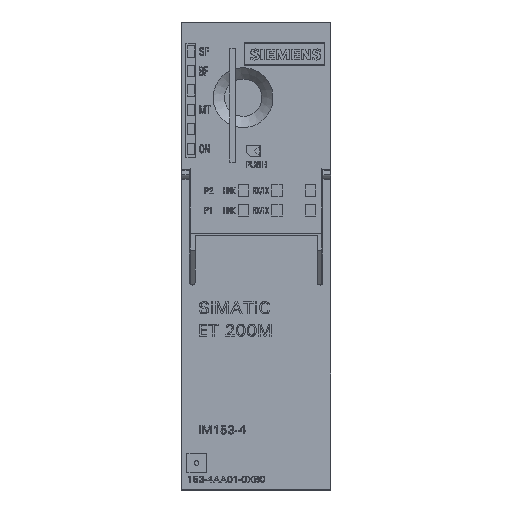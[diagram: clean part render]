
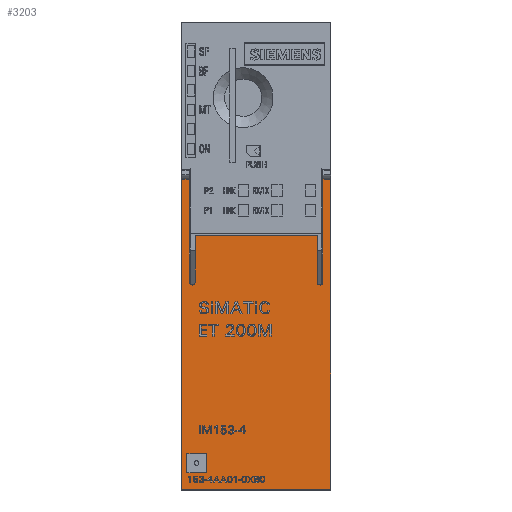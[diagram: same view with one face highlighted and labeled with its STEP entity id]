
A CAD part, top view. The second image highlights one B-rep face of the part: STEP entity #3203.
In plain terms, the highlighted face is planar.
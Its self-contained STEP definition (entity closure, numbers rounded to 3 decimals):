
#304=FACE_BOUND('',#8246,.T.);
#305=FACE_BOUND('',#8247,.T.);
#1169=CIRCLE('',#34351,0.75);
#1170=CIRCLE('',#34352,0.75);
#3203=ADVANCED_FACE('',(#304,#305),#4896,.T.);
#4896=PLANE('',#34353);
#8246=EDGE_LOOP('',(#12382,#12383,#12384,#12385));
#8247=EDGE_LOOP('',(#12386,#12387,#12388,#12389,#12390,#12391,#12392,#12393,
#12394,#12395,#12396,#12397));
#12382=ORIENTED_EDGE('',*,*,#22710,.T.);
#12383=ORIENTED_EDGE('',*,*,#22711,.T.);
#12384=ORIENTED_EDGE('',*,*,#22712,.T.);
#12385=ORIENTED_EDGE('',*,*,#22713,.T.);
#12386=ORIENTED_EDGE('',*,*,#22714,.T.);
#12387=ORIENTED_EDGE('',*,*,#22715,.T.);
#12388=ORIENTED_EDGE('',*,*,#22716,.T.);
#12389=ORIENTED_EDGE('',*,*,#22717,.F.);
#12390=ORIENTED_EDGE('',*,*,#22718,.F.);
#12391=ORIENTED_EDGE('',*,*,#22719,.T.);
#12392=ORIENTED_EDGE('',*,*,#22720,.T.);
#12393=ORIENTED_EDGE('',*,*,#22721,.F.);
#12394=ORIENTED_EDGE('',*,*,#22722,.T.);
#12395=ORIENTED_EDGE('',*,*,#22723,.T.);
#12396=ORIENTED_EDGE('',*,*,#22724,.T.);
#12397=ORIENTED_EDGE('',*,*,#22725,.T.);
#19300=VERTEX_POINT('',#46749);
#19301=VERTEX_POINT('',#46750);
#19302=VERTEX_POINT('',#46752);
#19303=VERTEX_POINT('',#46754);
#19304=VERTEX_POINT('',#46757);
#19305=VERTEX_POINT('',#46758);
#19306=VERTEX_POINT('',#46760);
#19307=VERTEX_POINT('',#46762);
#19308=VERTEX_POINT('',#46764);
#19309=VERTEX_POINT('',#46766);
#19310=VERTEX_POINT('',#46768);
#19311=VERTEX_POINT('',#46770);
#19312=VERTEX_POINT('',#46772);
#19313=VERTEX_POINT('',#46774);
#19314=VERTEX_POINT('',#46776);
#19315=VERTEX_POINT('',#46778);
#22710=EDGE_CURVE('',#19300,#19301,#26912,.T.);
#22711=EDGE_CURVE('',#19301,#19302,#26913,.T.);
#22712=EDGE_CURVE('',#19302,#19303,#26914,.T.);
#22713=EDGE_CURVE('',#19303,#19300,#26915,.T.);
#22714=EDGE_CURVE('',#19304,#19305,#1169,.T.);
#22715=EDGE_CURVE('',#19305,#19306,#26916,.T.);
#22716=EDGE_CURVE('',#19306,#19307,#26917,.T.);
#22717=EDGE_CURVE('',#19308,#19307,#26918,.T.);
#22718=EDGE_CURVE('',#19309,#19308,#26919,.T.);
#22719=EDGE_CURVE('',#19309,#19310,#26920,.T.);
#22720=EDGE_CURVE('',#19310,#19311,#26921,.T.);
#22721=EDGE_CURVE('',#19312,#19311,#26922,.T.);
#22722=EDGE_CURVE('',#19312,#19313,#1170,.T.);
#22723=EDGE_CURVE('',#19313,#19314,#26923,.T.);
#22724=EDGE_CURVE('',#19314,#19315,#26924,.T.);
#22725=EDGE_CURVE('',#19315,#19304,#26925,.T.);
#26912=LINE('',#46748,#30811);
#26913=LINE('',#46751,#30812);
#26914=LINE('',#46753,#30813);
#26915=LINE('',#46755,#30814);
#26916=LINE('',#46759,#30815);
#26917=LINE('',#46761,#30816);
#26918=LINE('',#46763,#30817);
#26919=LINE('',#46765,#30818);
#26920=LINE('',#46767,#30819);
#26921=LINE('',#46769,#30820);
#26922=LINE('',#46771,#30821);
#26923=LINE('',#46775,#30822);
#26924=LINE('',#46777,#30823);
#26925=LINE('',#46779,#30824);
#30811=VECTOR('',#38168,1.);
#30812=VECTOR('',#38169,1.);
#30813=VECTOR('',#38170,1.);
#30814=VECTOR('',#38171,1.);
#30815=VECTOR('',#38174,1.);
#30816=VECTOR('',#38175,1.);
#30817=VECTOR('',#38176,1.);
#30818=VECTOR('',#38177,1.);
#30819=VECTOR('',#38178,1.);
#30820=VECTOR('',#38179,1.);
#30821=VECTOR('',#38180,1.);
#30822=VECTOR('',#38183,1.);
#30823=VECTOR('',#38184,1.);
#30824=VECTOR('',#38185,1.);
#34351=AXIS2_PLACEMENT_3D('',#46756,#38172,#38173);
#34352=AXIS2_PLACEMENT_3D('',#46773,#38181,#38182);
#34353=AXIS2_PLACEMENT_3D('',#46780,#38186,#38187);
#38168=DIRECTION('',(-1.,0.,0.));
#38169=DIRECTION('',(0.,0.,-1.));
#38170=DIRECTION('',(1.,0.,0.));
#38171=DIRECTION('',(0.,0.,1.));
#38172=DIRECTION('',(0.,-1.,0.));
#38173=DIRECTION('',(0.,0.,1.));
#38174=DIRECTION('',(-1.,0.,0.));
#38175=DIRECTION('',(0.,0.,1.));
#38176=DIRECTION('',(-1.,0.,0.));
#38177=DIRECTION('',(0.,0.,1.));
#38178=DIRECTION('',(-1.,0.,0.));
#38179=DIRECTION('',(0.,0.,1.));
#38180=DIRECTION('',(-1.,0.,0.));
#38181=DIRECTION('',(0.,-1.,0.));
#38182=DIRECTION('',(0.,0.,1.));
#38183=DIRECTION('',(-1.,0.,0.));
#38184=DIRECTION('',(0.,0.,1.));
#38185=DIRECTION('',(1.,0.,0.));
#38186=DIRECTION('',(0.,1.,0.));
#38187=DIRECTION('',(0.,0.,1.));
#46748=CARTESIAN_POINT('',(80.963,37.5,-1.438));
#46749=CARTESIAN_POINT('',(80.963,37.5,-1.438));
#46750=CARTESIAN_POINT('',(75.838,37.5,-1.438));
#46751=CARTESIAN_POINT('',(75.838,37.5,-1.438));
#46752=CARTESIAN_POINT('',(75.838,37.5,-6.563));
#46753=CARTESIAN_POINT('',(75.838,37.5,-6.563));
#46754=CARTESIAN_POINT('',(80.963,37.5,-6.563));
#46755=CARTESIAN_POINT('',(80.963,37.5,-6.563));
#46756=CARTESIAN_POINT('',(30.,37.5,-2.85));
#46757=CARTESIAN_POINT('',(30.,37.5,-3.6));
#46758=CARTESIAN_POINT('',(30.,37.5,-2.1));
#46759=CARTESIAN_POINT('',(17.5,37.5,-2.1));
#46760=CARTESIAN_POINT('',(2.523,37.5,-2.1));
#46761=CARTESIAN_POINT('',(2.523,37.5,-39.9));
#46762=CARTESIAN_POINT('',(2.523,37.5,0.));
#46763=CARTESIAN_POINT('',(85.4,37.5,0.));
#46764=CARTESIAN_POINT('',(85.4,37.5,0.));
#46765=CARTESIAN_POINT('',(85.4,37.5,-39.9));
#46766=CARTESIAN_POINT('',(85.4,37.5,-39.9));
#46767=CARTESIAN_POINT('',(85.4,37.5,-39.9));
#46768=CARTESIAN_POINT('',(2.523,37.5,-39.9));
#46769=CARTESIAN_POINT('',(2.523,37.5,-39.9));
#46770=CARTESIAN_POINT('',(2.523,37.5,-37.8));
#46771=CARTESIAN_POINT('',(17.5,37.5,-37.8));
#46772=CARTESIAN_POINT('',(30.,37.5,-37.8));
#46773=CARTESIAN_POINT('',(30.,37.5,-37.05));
#46774=CARTESIAN_POINT('',(30.,37.5,-36.3));
#46775=CARTESIAN_POINT('',(85.4,37.5,-36.3));
#46776=CARTESIAN_POINT('',(17.5,37.5,-36.3));
#46777=CARTESIAN_POINT('',(17.5,37.5,-37.8));
#46778=CARTESIAN_POINT('',(17.5,37.5,-3.6));
#46779=CARTESIAN_POINT('',(85.4,37.5,-3.6));
#46780=CARTESIAN_POINT('',(85.4,37.5,-39.9));
